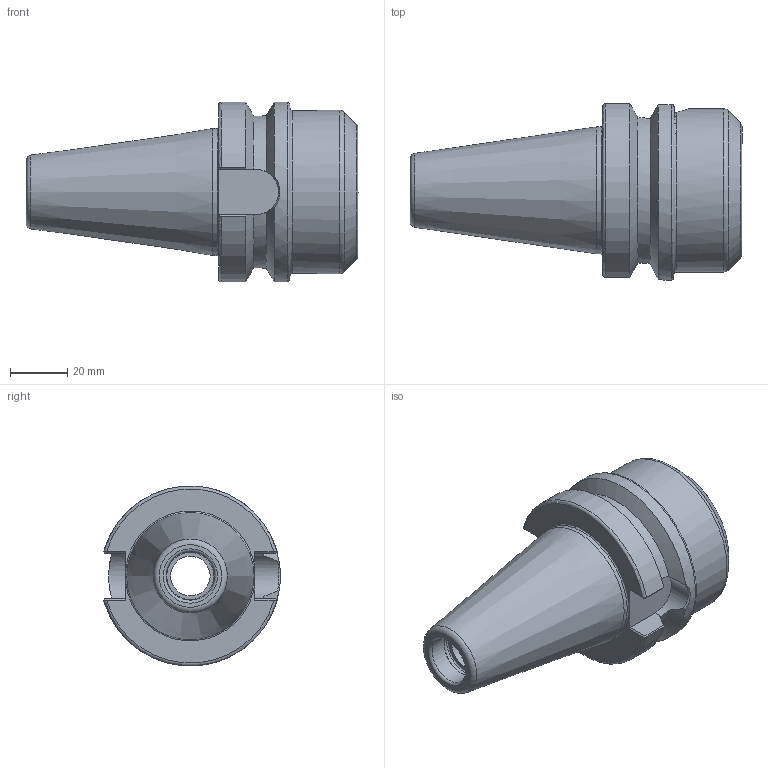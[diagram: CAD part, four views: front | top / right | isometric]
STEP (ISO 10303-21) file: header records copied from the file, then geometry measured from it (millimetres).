
FILE_DESCRIPTION(/* description */ (''),/* implementation_level */ '2;1');
FILE_NAME(/* name */ 'BT40-EM125-0200.stp',/* time_stamp */ '2019-07-22T15:19:01-05:00',/* author */ ('ldfli'),/* organization */ (''),/* preprocessor_version */ 'ST-DEVELOPER v18',/* originating_system */ 'Autodesk Inventor LT',/* authorisation */ '');
FILE_SCHEMA (('AUTOMOTIVE_DESIGN { 1 0 10303 214 3 1 1 }'));
Length unit declared in the file: millimetre
Products named in the file (1): BT40-EM125-0200
Bounding box: 116.2 x 61.83 x 62.87 mm (x, y, z)
Volume: 132824.4 mm3; surface area: 30309.1 mm2
Topology: 1 solids, 1 shells, 67 faces, 195 edges, 134 vertices
Faces by surface type: plane 24, cylinder 16, torus 11, bspline 9, cone 7
Full cylindrical faces by diameter (mm): 13.835 x1, 17 x1, 17.323 x1, 17.5 x1, 20 x1, 31.75 x1, 32.75 x1, 57.15 x1
Entity records: 2815 total; most frequent: CARTESIAN_POINT 1031, ORIENTED_EDGE 390, DIRECTION 345, EDGE_CURVE 195, AXIS2_PLACEMENT_3D 141, VERTEX_POINT 134, CIRCLE 82, EDGE_LOOP 75
